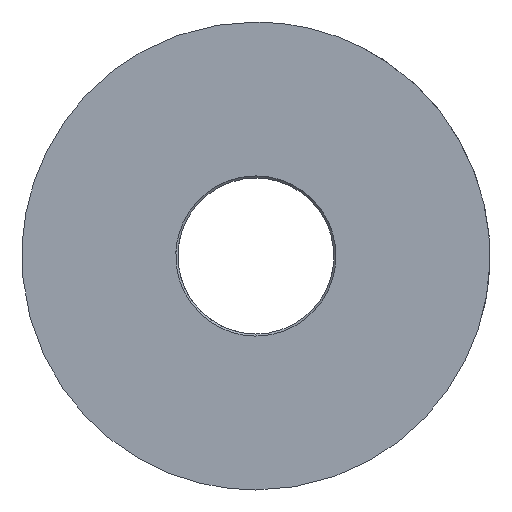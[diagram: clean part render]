
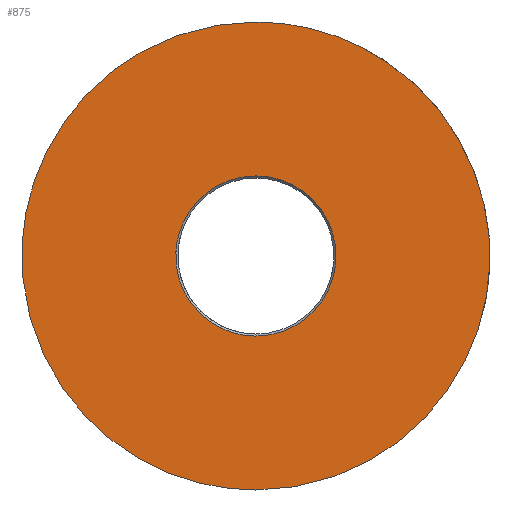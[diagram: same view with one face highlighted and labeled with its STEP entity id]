
A CAD part, front view. The second image highlights one B-rep face of the part: STEP entity #875.
In plain terms, the highlighted free-form (B-spline) face has degree [1, 1] with [2, 2] control points.
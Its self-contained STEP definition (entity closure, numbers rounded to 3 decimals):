
#94=CARTESIAN_POINT('',(-7.486,0.,0.458));
#95=VERTEX_POINT('',#94);
#101=CARTESIAN_POINT('',(0.0,0.,7.5));
#102=VERTEX_POINT('',#101);
#103=CARTESIAN_POINT('',(0.0,0.,7.5));
#104=CARTESIAN_POINT('',(-7.055,0.,7.5));
#105=CARTESIAN_POINT('',(-7.486,0.,0.458));
#113=(BOUNDED_CURVE()B_SPLINE_CURVE(2,(#103,#104,#105),.UNSPECIFIED.,.F.,.U.)B_SPLINE_CURVE_WITH_KNOTS((3,3),(0.5,0.739),.UNSPECIFIED.)CURVE()GEOMETRIC_REPRESENTATION_ITEM()RATIONAL_B_SPLINE_CURVE((1.0,0.72,0.976))REPRESENTATION_ITEM(''));
#114=EDGE_CURVE('',#102,#95,#113,.T.);
#116=CARTESIAN_POINT('',(2.637,0.,7.021));
#117=VERTEX_POINT('',#116);
#118=CARTESIAN_POINT('',(2.637,0.,7.021));
#119=CARTESIAN_POINT('',(1.362,0.,7.5));
#120=CARTESIAN_POINT('',(0.0,0.,7.5));
#128=(BOUNDED_CURVE()B_SPLINE_CURVE(2,(#118,#119,#120),.UNSPECIFIED.,.F.,.U.)B_SPLINE_CURVE_WITH_KNOTS((3,3),(0.44,0.5),.UNSPECIFIED.)CURVE()GEOMETRIC_REPRESENTATION_ITEM()RATIONAL_B_SPLINE_CURVE((0.893,0.93,1.0))REPRESENTATION_ITEM(''));
#129=EDGE_CURVE('',#117,#102,#128,.T.);
#179=CARTESIAN_POINT('',(0.0,0.,-7.5));
#180=VERTEX_POINT('',#179);
#181=CARTESIAN_POINT('',(0.0,0.,-7.5));
#182=CARTESIAN_POINT('',(7.5,0.,-7.5));
#183=CARTESIAN_POINT('',(7.5,0.,0.));
#184=CARTESIAN_POINT('',(7.5,0.,5.195));
#185=CARTESIAN_POINT('',(2.637,0.,7.021));
#193=(BOUNDED_CURVE()B_SPLINE_CURVE(2,(#181,#182,#183,#184,#185),.UNSPECIFIED.,.F.,.U.)B_SPLINE_CURVE_WITH_KNOTS((3,2,3),(0.0,0.25,0.44),.UNSPECIFIED.)CURVE()GEOMETRIC_REPRESENTATION_ITEM()RATIONAL_B_SPLINE_CURVE((1.0,0.707,1.0,0.777,0.893))REPRESENTATION_ITEM(''));
#194=EDGE_CURVE('',#180,#117,#193,.T.);
#196=CARTESIAN_POINT('',(-7.486,0.,0.458));
#197=CARTESIAN_POINT('',(-7.5,0.,0.229));
#198=CARTESIAN_POINT('',(-7.5,0.,0.));
#199=CARTESIAN_POINT('',(-7.5,0.,-7.5));
#200=CARTESIAN_POINT('',(0.0,0.,-7.5));
#208=(BOUNDED_CURVE()B_SPLINE_CURVE(2,(#196,#197,#198,#199,#200),.UNSPECIFIED.,.F.,.U.)B_SPLINE_CURVE_WITH_KNOTS((3,2,3),(0.739,0.75,1.0),.UNSPECIFIED.)CURVE()GEOMETRIC_REPRESENTATION_ITEM()RATIONAL_B_SPLINE_CURVE((0.976,0.988,1.0,0.707,1.0))REPRESENTATION_ITEM(''));
#209=EDGE_CURVE('',#95,#180,#208,.T.);
#271=CARTESIAN_POINT('',(-2.082,0.,-1.502));
#272=VERTEX_POINT('',#271);
#273=CARTESIAN_POINT('',(0.0,0.0,-2.567));
#274=VERTEX_POINT('',#273);
#275=CARTESIAN_POINT('',(-2.082,0.,-1.502));
#276=CARTESIAN_POINT('',(-1.313,0.0,-2.567));
#277=CARTESIAN_POINT('',(0.0,0.0,-2.567));
#285=(BOUNDED_CURVE()B_SPLINE_CURVE(2,(#275,#276,#277),.UNSPECIFIED.,.F.,.U.)B_SPLINE_CURVE_WITH_KNOTS((3,3),(0.851,1.0),.UNSPECIFIED.)CURVE()GEOMETRIC_REPRESENTATION_ITEM()RATIONAL_B_SPLINE_CURVE((0.859,0.825,1.0))REPRESENTATION_ITEM(''));
#286=EDGE_CURVE('',#272,#274,#285,.T.);
#288=CARTESIAN_POINT('',(0.0,0.0,2.567));
#289=VERTEX_POINT('',#288);
#290=CARTESIAN_POINT('',(0.0,0.0,-2.567));
#291=CARTESIAN_POINT('',(2.567,0.0,-2.567));
#292=CARTESIAN_POINT('',(2.567,0.0,0.));
#293=CARTESIAN_POINT('',(2.567,0.0,2.567));
#294=CARTESIAN_POINT('',(0.0,0.0,2.567));
#302=(BOUNDED_CURVE()B_SPLINE_CURVE(2,(#290,#291,#292,#293,#294),.UNSPECIFIED.,.F.,.U.)B_SPLINE_CURVE_WITH_KNOTS((3,2,3),(0.0,0.25,0.5),.UNSPECIFIED.)CURVE()GEOMETRIC_REPRESENTATION_ITEM()RATIONAL_B_SPLINE_CURVE((1.0,0.707,1.0,0.707,1.0))REPRESENTATION_ITEM(''));
#303=EDGE_CURVE('',#274,#289,#302,.T.);
#305=CARTESIAN_POINT('',(-2.562,0.,0.157));
#306=VERTEX_POINT('',#305);
#307=CARTESIAN_POINT('',(0.0,0.0,2.567));
#308=CARTESIAN_POINT('',(-2.415,0.0,2.567));
#309=CARTESIAN_POINT('',(-2.562,0.,0.157));
#317=(BOUNDED_CURVE()B_SPLINE_CURVE(2,(#307,#308,#309),.UNSPECIFIED.,.F.,.U.)B_SPLINE_CURVE_WITH_KNOTS((3,3),(0.5,0.739),.UNSPECIFIED.)CURVE()GEOMETRIC_REPRESENTATION_ITEM()RATIONAL_B_SPLINE_CURVE((1.0,0.72,0.976))REPRESENTATION_ITEM(''));
#318=EDGE_CURVE('',#289,#306,#317,.T.);
#411=CARTESIAN_POINT('',(-2.562,0.,0.157));
#412=CARTESIAN_POINT('',(-2.567,0.0,0.078));
#413=CARTESIAN_POINT('',(-2.567,0.0,0.));
#414=CARTESIAN_POINT('',(-2.567,0.0,-0.829));
#415=CARTESIAN_POINT('',(-2.082,0.,-1.502));
#423=(BOUNDED_CURVE()B_SPLINE_CURVE(2,(#411,#412,#413,#414,#415),.UNSPECIFIED.,.F.,.U.)B_SPLINE_CURVE_WITH_KNOTS((3,2,3),(0.739,0.75,0.851),.UNSPECIFIED.)CURVE()GEOMETRIC_REPRESENTATION_ITEM()RATIONAL_B_SPLINE_CURVE((0.976,0.988,1.0,0.882,0.859))REPRESENTATION_ITEM(''));
#424=EDGE_CURVE('',#306,#272,#423,.T.);
#858=CARTESIAN_POINT('',(-8.249,0.,8.249));
#859=CARTESIAN_POINT('',(-8.249,0.,-8.249));
#860=CARTESIAN_POINT('',(8.249,0.,8.249));
#861=CARTESIAN_POINT('',(8.249,0.,-8.249));
#862=B_SPLINE_SURFACE_WITH_KNOTS('',1,1,((#858,#860),(#859,#861)),.UNSPECIFIED.,.F.,.F.,.U.,(2,2),(2,2),(0.0,16.499),(0.0,16.498),.UNSPECIFIED.);
#863=ORIENTED_EDGE('',*,*,#194,.T.);
#864=ORIENTED_EDGE('',*,*,#129,.T.);
#865=ORIENTED_EDGE('',*,*,#114,.T.);
#866=ORIENTED_EDGE('',*,*,#209,.T.);
#867=EDGE_LOOP('',(#863,#864,#865,#866));
#868=FACE_OUTER_BOUND('',#867,.T.);
#869=ORIENTED_EDGE('',*,*,#303,.F.);
#870=ORIENTED_EDGE('',*,*,#286,.F.);
#871=ORIENTED_EDGE('',*,*,#424,.F.);
#872=ORIENTED_EDGE('',*,*,#318,.F.);
#873=EDGE_LOOP('',(#869,#870,#871,#872));
#874=FACE_BOUND('',#873,.T.);
#875=ADVANCED_FACE('',(#868,#874),#862,.T.);
